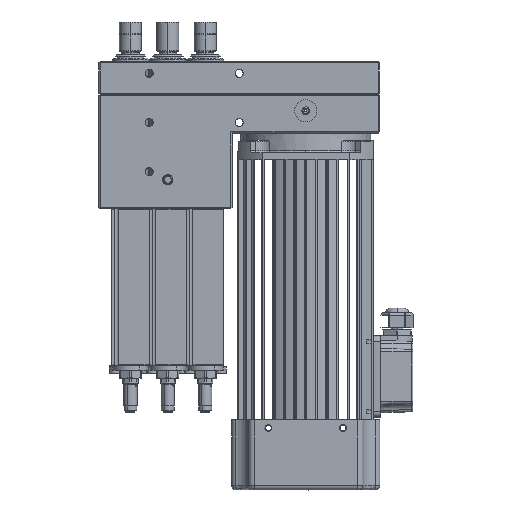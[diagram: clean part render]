
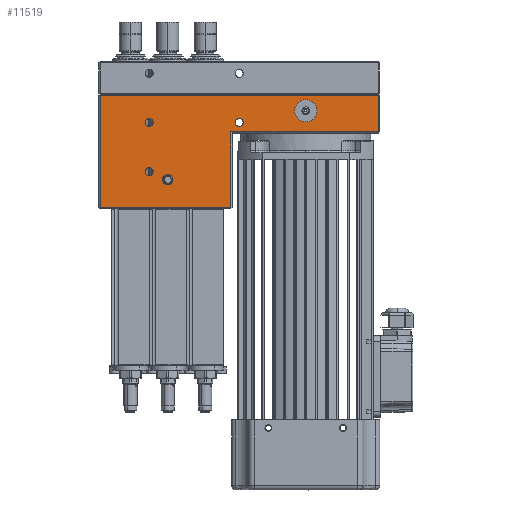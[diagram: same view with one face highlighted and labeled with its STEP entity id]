
A CAD part, front view. The second image highlights one B-rep face of the part: STEP entity #11519.
In plain terms, the highlighted planar face has unit normal (0, -1, 0).
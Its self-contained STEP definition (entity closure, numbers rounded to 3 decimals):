
#295 = DIRECTION ( 'NONE',  ( 0., -1., 0. ) ) ;
#504 = CARTESIAN_POINT ( 'NONE',  ( 212., -30.5, -1. ) ) ;
#1389 = DIRECTION ( 'NONE',  ( 0., 0., -1. ) ) ;
#1406 = EDGE_CURVE ( 'NONE', #1606, #57279, #57340, .T. ) ;
#1606 = VERTEX_POINT ( 'NONE', #32343 ) ;
#2201 = CARTESIAN_POINT ( 'NONE',  ( 212., -30.5, -32. ) ) ;
#4070 = EDGE_CURVE ( 'NONE', #43097, #14202, #85200, .T. ) ;
#4937 = VERTEX_POINT ( 'NONE', #78059 ) ;
#4985 = DIRECTION ( 'NONE',  ( 0., -1., 0. ) ) ;
#5425 = CARTESIAN_POINT ( 'NONE',  ( 150., -30.5, -4.5 ) ) ;
#6481 = FACE_BOUND ( 'NONE', #7999, .T. ) ;
#7537 = FACE_BOUND ( 'NONE', #62396, .T. ) ;
#7999 = EDGE_LOOP ( 'NONE', ( #18751, #13996 ) ) ;
#8344 = AXIS2_PLACEMENT_3D ( 'NONE', #28933, #295, #79301 ) ;
#8911 = DIRECTION ( 'NONE',  ( 0., -1., 0. ) ) ;
#10003 = DIRECTION ( 'NONE',  ( 0., -1., 0. ) ) ;
#10476 = CIRCLE ( 'NONE', #72537, 3.4 ) ;
#11519 = ADVANCED_FACE ( 'NONE', ( #32362, #90922, #6481, #7537, #44672, #80811 ), #89931, .T. ) ;
#11777 = CARTESIAN_POINT ( 'NONE',  ( 16., -30.5, -24. ) ) ;
#11784 = EDGE_CURVE ( 'NONE', #26488, #14202, #77373, .T. ) ;
#12406 = CARTESIAN_POINT ( 'NONE',  ( 93., -30.5, -24. ) ) ;
#13996 = ORIENTED_EDGE ( 'NONE', *, *, #59896, .F. ) ;
#14202 = VERTEX_POINT ( 'NONE', #85271 ) ;
#15232 = ORIENTED_EDGE ( 'NONE', *, *, #83209, .F. ) ;
#16796 = ORIENTED_EDGE ( 'NONE', *, *, #70400, .F. ) ;
#16827 = EDGE_LOOP ( 'NONE', ( #28901, #92048 ) ) ;
#17433 = AXIS2_PLACEMENT_3D ( 'NONE', #31701, #10003, #60700 ) ;
#17772 = CARTESIAN_POINT ( 'NONE',  ( 16., -30.5, -66. ) ) ;
#18247 = CARTESIAN_POINT ( 'NONE',  ( 16., -30.5, -20.6 ) ) ;
#18336 = EDGE_LOOP ( 'NONE', ( #77363, #34595, #47832, #26277, #81687, #38600 ) ) ;
#18391 = CARTESIAN_POINT ( 'NONE',  ( 86., -30.5, -32. ) ) ;
#18751 = ORIENTED_EDGE ( 'NONE', *, *, #1406, .F. ) ;
#20142 = DIRECTION ( 'NONE',  ( 0., 0., 1. ) ) ;
#21108 = CARTESIAN_POINT ( 'NONE',  ( -26., -30.5, -98. ) ) ;
#22313 = AXIS2_PLACEMENT_3D ( 'NONE', #31106, #52787, #53414 ) ;
#23731 = DIRECTION ( 'NONE',  ( 0., 0., -1. ) ) ;
#23857 = CARTESIAN_POINT ( 'NONE',  ( 32., -30.5, -73. ) ) ;
#24675 = CARTESIAN_POINT ( 'NONE',  ( 32., -30.5, -73. ) ) ;
#25016 = DIRECTION ( 'NONE',  ( 0., 0., -1. ) ) ;
#25923 = EDGE_LOOP ( 'NONE', ( #51764, #55508 ) ) ;
#26018 = EDGE_LOOP ( 'NONE', ( #15232, #48732 ) ) ;
#26277 = ORIENTED_EDGE ( 'NONE', *, *, #4070, .T. ) ;
#26488 = VERTEX_POINT ( 'NONE', #50836 ) ;
#26806 = LINE ( 'NONE', #65278, #78676 ) ;
#28669 = CARTESIAN_POINT ( 'NONE',  ( 16., -30.5, -62.6 ) ) ;
#28901 = ORIENTED_EDGE ( 'NONE', *, *, #51405, .F. ) ;
#28933 = CARTESIAN_POINT ( 'NONE',  ( 16., -30.5, -66. ) ) ;
#29519 = CIRCLE ( 'NONE', #91714, 9.5 ) ;
#30505 = AXIS2_PLACEMENT_3D ( 'NONE', #46745, #74532, #61281 ) ;
#31106 = CARTESIAN_POINT ( 'NONE',  ( 150., -30.5, -14. ) ) ;
#31162 = LINE ( 'NONE', #2201, #48030 ) ;
#31701 = CARTESIAN_POINT ( 'NONE',  ( 16., -30.5, -24. ) ) ;
#31719 = VECTOR ( 'NONE', #44694, 1000. ) ;
#32343 = CARTESIAN_POINT ( 'NONE',  ( 16., -30.5, -69.4 ) ) ;
#32362 = FACE_BOUND ( 'NONE', #25923, .T. ) ;
#32367 = CIRCLE ( 'NONE', #39047, 3.4 ) ;
#32599 = DIRECTION ( 'NONE',  ( 0., -1., 0. ) ) ;
#33421 = EDGE_CURVE ( 'NONE', #45999, #43097, #26806, .T. ) ;
#33786 = DIRECTION ( 'NONE',  ( 0., 0., -1. ) ) ;
#34595 = ORIENTED_EDGE ( 'NONE', *, *, #59345, .T. ) ;
#35765 = CARTESIAN_POINT ( 'NONE',  ( 212., -30.5, -32. ) ) ;
#36827 = VERTEX_POINT ( 'NONE', #92194 ) ;
#38066 = EDGE_CURVE ( 'NONE', #38881, #59866, #61330, .T. ) ;
#38329 = DIRECTION ( 'NONE',  ( 0., -1., 0. ) ) ;
#38600 = ORIENTED_EDGE ( 'NONE', *, *, #71656, .T. ) ;
#38723 = VERTEX_POINT ( 'NONE', #66209 ) ;
#38881 = VERTEX_POINT ( 'NONE', #75341 ) ;
#38895 = VECTOR ( 'NONE', #79804, 1000. ) ;
#39047 = AXIS2_PLACEMENT_3D ( 'NONE', #90924, #4985, #39847 ) ;
#39847 = DIRECTION ( 'NONE',  ( 0., 0., -1. ) ) ;
#40842 = AXIS2_PLACEMENT_3D ( 'NONE', #17772, #32599, #25016 ) ;
#43097 = VERTEX_POINT ( 'NONE', #504 ) ;
#44491 = CARTESIAN_POINT ( 'NONE',  ( 32., -30.5, -68.6 ) ) ;
#44672 = FACE_BOUND ( 'NONE', #16827, .T. ) ;
#44694 = DIRECTION ( 'NONE',  ( 1., 0., 0. ) ) ;
#45056 = CARTESIAN_POINT ( 'NONE',  ( 150., -30.5, -14. ) ) ;
#45290 = DIRECTION ( 'NONE',  ( 0., 0., 1. ) ) ;
#45642 = DIRECTION ( 'NONE',  ( 0., 0., 1. ) ) ;
#45999 = VERTEX_POINT ( 'NONE', #35765 ) ;
#46745 = CARTESIAN_POINT ( 'NONE',  ( -26., -30.5, -98. ) ) ;
#47832 = ORIENTED_EDGE ( 'NONE', *, *, #33421, .T. ) ;
#48030 = VECTOR ( 'NONE', #75577, 1000. ) ;
#48732 = ORIENTED_EDGE ( 'NONE', *, *, #87347, .F. ) ;
#50139 = CIRCLE ( 'NONE', #61750, 4.4 ) ;
#50836 = CARTESIAN_POINT ( 'NONE',  ( -26., -30.5, -97. ) ) ;
#51405 = EDGE_CURVE ( 'NONE', #36827, #51712, #29519, .T. ) ;
#51712 = VERTEX_POINT ( 'NONE', #5425 ) ;
#51764 = ORIENTED_EDGE ( 'NONE', *, *, #64194, .F. ) ;
#51792 = CIRCLE ( 'NONE', #80596, 4.4 ) ;
#52787 = DIRECTION ( 'NONE',  ( 0., -1., 0. ) ) ;
#53414 = DIRECTION ( 'NONE',  ( 0., 0., -1. ) ) ;
#53840 = ORIENTED_EDGE ( 'NONE', *, *, #69833, .F. ) ;
#55508 = ORIENTED_EDGE ( 'NONE', *, *, #67466, .F. ) ;
#55832 = CIRCLE ( 'NONE', #80763, 3.4 ) ;
#56268 = VERTEX_POINT ( 'NONE', #67321 ) ;
#57279 = VERTEX_POINT ( 'NONE', #28669 ) ;
#57340 = CIRCLE ( 'NONE', #8344, 3.4 ) ;
#58304 = CARTESIAN_POINT ( 'NONE',  ( -26., -30.5, -97. ) ) ;
#59345 = EDGE_CURVE ( 'NONE', #59866, #45999, #31162, .T. ) ;
#59866 = VERTEX_POINT ( 'NONE', #18391 ) ;
#59896 = EDGE_CURVE ( 'NONE', #57279, #1606, #76058, .T. ) ;
#60389 = CIRCLE ( 'NONE', #17433, 3.4 ) ;
#60700 = DIRECTION ( 'NONE',  ( 0., 0., -1. ) ) ;
#61281 = DIRECTION ( 'NONE',  ( 0., 0., -1. ) ) ;
#61330 = LINE ( 'NONE', #75285, #68090 ) ;
#61750 = AXIS2_PLACEMENT_3D ( 'NONE', #24675, #88655, #23731 ) ;
#62396 = EDGE_LOOP ( 'NONE', ( #53840, #16796 ) ) ;
#62798 = DIRECTION ( 'NONE',  ( 0., -1., 0. ) ) ;
#64194 = EDGE_CURVE ( 'NONE', #4937, #70176, #51792, .T. ) ;
#65278 = CARTESIAN_POINT ( 'NONE',  ( 212., -30.5, -98. ) ) ;
#65468 = CARTESIAN_POINT ( 'NONE',  ( 93., -30.5, -20.6 ) ) ;
#66209 = CARTESIAN_POINT ( 'NONE',  ( 93., -30.5, -27.4 ) ) ;
#67321 = CARTESIAN_POINT ( 'NONE',  ( 16., -30.5, -27.4 ) ) ;
#67466 = EDGE_CURVE ( 'NONE', #70176, #4937, #50139, .T. ) ;
#68090 = VECTOR ( 'NONE', #45290, 1000. ) ;
#68156 = VERTEX_POINT ( 'NONE', #18247 ) ;
#69522 = VERTEX_POINT ( 'NONE', #65468 ) ;
#69723 = DIRECTION ( 'NONE',  ( 0., -1., 0. ) ) ;
#69833 = EDGE_CURVE ( 'NONE', #38723, #69522, #32367, .T. ) ;
#70019 = DIRECTION ( 'NONE',  ( 0., 0., -1. ) ) ;
#70176 = VERTEX_POINT ( 'NONE', #44491 ) ;
#70400 = EDGE_CURVE ( 'NONE', #69522, #38723, #55832, .T. ) ;
#71656 = EDGE_CURVE ( 'NONE', #26488, #38881, #84681, .T. ) ;
#72537 = AXIS2_PLACEMENT_3D ( 'NONE', #11777, #69723, #33786 ) ;
#74532 = DIRECTION ( 'NONE',  ( 0., -1., 0. ) ) ;
#74613 = DIRECTION ( 'NONE',  ( 0., 0., -1. ) ) ;
#75285 = CARTESIAN_POINT ( 'NONE',  ( 86., -30.5, -33. ) ) ;
#75341 = CARTESIAN_POINT ( 'NONE',  ( 86., -30.5, -97. ) ) ;
#75577 = DIRECTION ( 'NONE',  ( 1., 0., 0. ) ) ;
#76058 = CIRCLE ( 'NONE', #40842, 3.4 ) ;
#76989 = EDGE_CURVE ( 'NONE', #51712, #36827, #90907, .T. ) ;
#77363 = ORIENTED_EDGE ( 'NONE', *, *, #38066, .T. ) ;
#77373 = LINE ( 'NONE', #21108, #80716 ) ;
#78059 = CARTESIAN_POINT ( 'NONE',  ( 32., -30.5, -77.4 ) ) ;
#78676 = VECTOR ( 'NONE', #45642, 1000. ) ;
#79301 = DIRECTION ( 'NONE',  ( 0., 0., -1. ) ) ;
#79804 = DIRECTION ( 'NONE',  ( -1., 0., 0. ) ) ;
#80596 = AXIS2_PLACEMENT_3D ( 'NONE', #23857, #38329, #74613 ) ;
#80716 = VECTOR ( 'NONE', #20142, 1000. ) ;
#80763 = AXIS2_PLACEMENT_3D ( 'NONE', #12406, #62798, #70019 ) ;
#80811 = FACE_OUTER_BOUND ( 'NONE', #18336, .T. ) ;
#81687 = ORIENTED_EDGE ( 'NONE', *, *, #11784, .F. ) ;
#83209 = EDGE_CURVE ( 'NONE', #56268, #68156, #10476, .T. ) ;
#84681 = LINE ( 'NONE', #58304, #31719 ) ;
#85200 = LINE ( 'NONE', #87365, #38895 ) ;
#85271 = CARTESIAN_POINT ( 'NONE',  ( -26., -30.5, -1. ) ) ;
#87347 = EDGE_CURVE ( 'NONE', #68156, #56268, #60389, .T. ) ;
#87365 = CARTESIAN_POINT ( 'NONE',  ( -26., -30.5, -1. ) ) ;
#88655 = DIRECTION ( 'NONE',  ( 0., -1., 0. ) ) ;
#89931 = PLANE ( 'NONE',  #30505 ) ;
#90907 = CIRCLE ( 'NONE', #22313, 9.5 ) ;
#90922 = FACE_BOUND ( 'NONE', #26018, .T. ) ;
#90924 = CARTESIAN_POINT ( 'NONE',  ( 93., -30.5, -24. ) ) ;
#91714 = AXIS2_PLACEMENT_3D ( 'NONE', #45056, #8911, #1389 ) ;
#92048 = ORIENTED_EDGE ( 'NONE', *, *, #76989, .F. ) ;
#92194 = CARTESIAN_POINT ( 'NONE',  ( 150., -30.5, -23.5 ) ) ;
